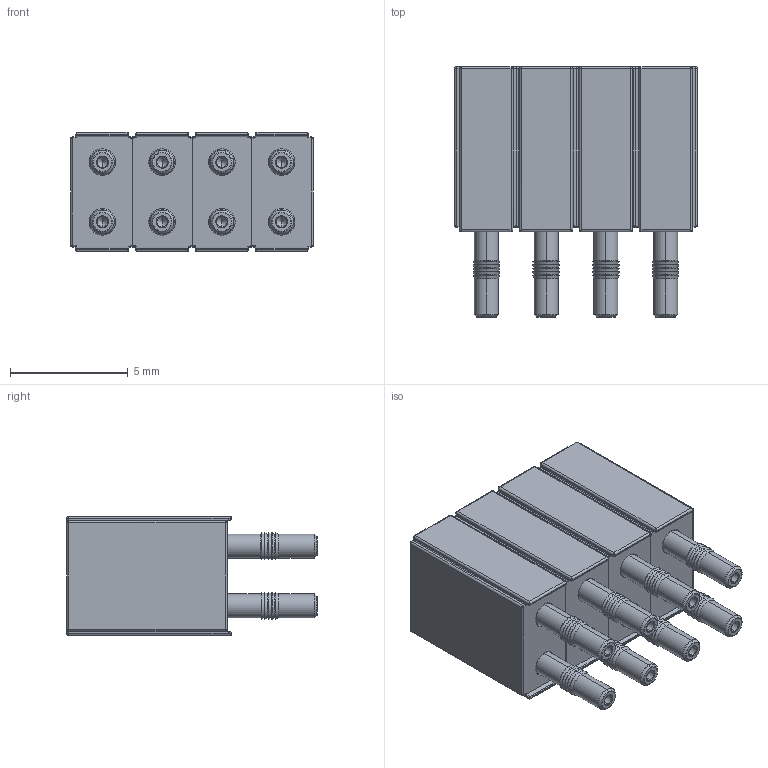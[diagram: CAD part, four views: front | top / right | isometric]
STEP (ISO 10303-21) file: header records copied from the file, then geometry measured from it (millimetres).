
FILE_DESCRIPTION (( 'STEP AP214' ), '1' );
FILE_NAME ('803-xx-008-62-001000.STEP', '2018-07-26T17:13:50', ( '' ), ( '' ), 'SwSTEP 2.0', 'SolidWorks 2014', '' );
FILE_SCHEMA (( 'AUTOMOTIVE_DESIGN' ));
Length unit declared in the file: millimetre
Products named in the file (2): 803-xx-002-62-001000; 803-xx-008-62-001000
Assembly tree (4 placements, depth 2):
  803-xx-008-62-001000
    803-xx-002-62-001000  x4
Bounding box: 10.32 x 10.64 x 5.08 mm (x, y, z)
Volume: 349.3 mm3; surface area: 1475.3 mm2
Topology: 20 solids, 20 shells, 2400 faces, 5380 edges, 2968 vertices
Faces by surface type: torus 864, cylinder 424, cone 352, bspline 348, plane 264, sphere 148
Entity records: 22591 total; most frequent: CARTESIAN_POINT 5734, DIRECTION 2892, ORIENTED_EDGE 2592, AXIS2_PLACEMENT_3D 1327, EDGE_CURVE 1296, CIRCLE 807, VERTEX_POINT 734, EDGE_LOOP 636
